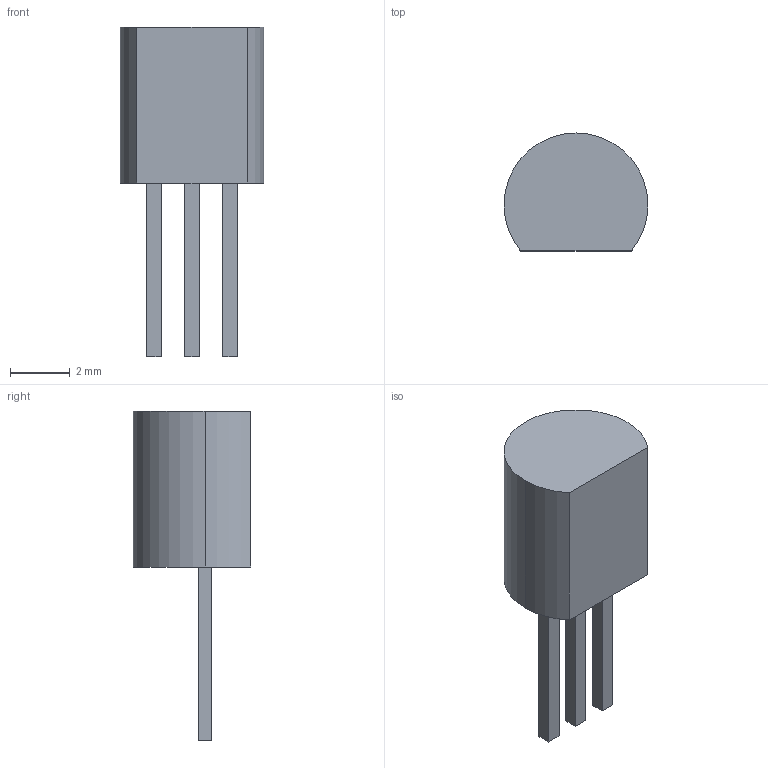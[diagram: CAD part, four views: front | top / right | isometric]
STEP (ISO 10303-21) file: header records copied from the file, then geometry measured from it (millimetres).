
FILE_DESCRIPTION (( 'STEP AP214' ), '1' );
FILE_NAME ('990A9BEB-567A-4D86-AF51-A0A65BFB8BE5.STEP', '2008-08-08T20:42:38', ( 'sysAdmin' ), ( 'SolidWorks' ), 'SwSTEP 2.0', 'SolidWorks 2008', '' );
FILE_SCHEMA (( 'AUTOMOTIVE_DESIGN' ));
Length unit declared in the file: millimetre
Products named in the file (1): 990A9BEB-567A-4D86-AF51-A0A65BFB8BE5
Bounding box: 4.8 x 3.93 x 11 mm (x, y, z)
Volume: 86.4 mm3; surface area: 140.5 mm2
Topology: 1 solids, 1 shells, 21 faces, 48 edges, 32 vertices
Faces by surface type: plane 18, cylinder 3
Entity records: 677 total; most frequent: CARTESIAN_POINT 102, DIRECTION 98, ORIENTED_EDGE 96, EDGE_CURVE 48, VECTOR 42, LINE 42, VERTEX_POINT 32, AXIS2_PLACEMENT_3D 28
